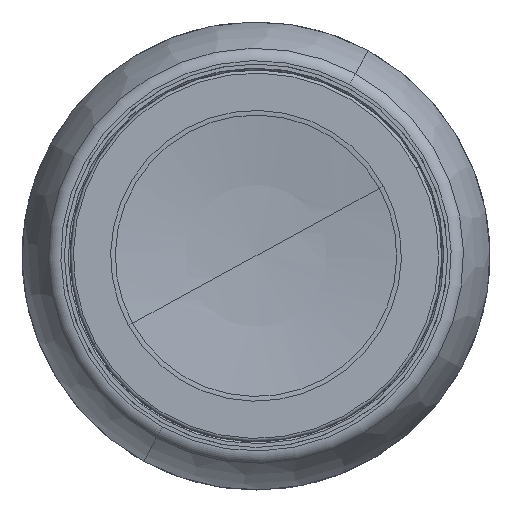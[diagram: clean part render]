
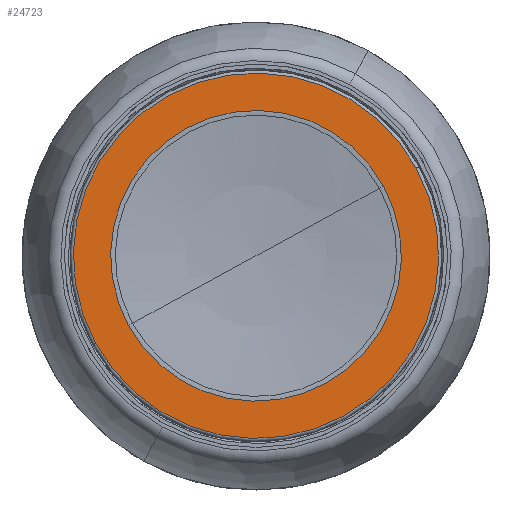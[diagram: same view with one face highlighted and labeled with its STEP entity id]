
A CAD part, top view. The second image highlights one B-rep face of the part: STEP entity #24723.
In plain terms, the highlighted planar face has unit normal (0, 0, 1).
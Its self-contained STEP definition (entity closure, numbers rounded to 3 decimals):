
#23334=AXIS2_PLACEMENT_3D('Circle Axis2P3D',#23332,#23333,$) ;
#23802=AXIS2_PLACEMENT_3D('Circle Axis2P3D',#23800,#23801,$) ;
#24699=AXIS2_PLACEMENT_3D('Plane Axis2P3D',#24696,#24697,#24698) ;
#24707=AXIS2_PLACEMENT_3D('Circle Axis2P3D',#24705,#24706,$) ;
#24716=AXIS2_PLACEMENT_3D('Circle Axis2P3D',#24714,#24715,$) ;
#23322=CARTESIAN_POINT('Vertex',(-10.246,-5.597,2.7)) ;
#23329=CARTESIAN_POINT('Vertex',(10.246,5.597,2.7)) ;
#23332=CARTESIAN_POINT('Axis2P3D Location',(0.,0.,2.7)) ;
#23800=CARTESIAN_POINT('Axis2P3D Location',(0.,0.,2.7)) ;
#24696=CARTESIAN_POINT('Axis2P3D Location',(9.138,0.,2.7)) ;
#24705=CARTESIAN_POINT('Axis2P3D Location',(0.,0.,2.7)) ;
#24709=CARTESIAN_POINT('Vertex',(8.153,4.454,2.7)) ;
#24711=CARTESIAN_POINT('Vertex',(-8.153,-4.454,2.7)) ;
#24714=CARTESIAN_POINT('Axis2P3D Location',(0.,0.,2.7)) ;
#23333=DIRECTION('Axis2P3D Direction',(0.,0.,1.)) ;
#23801=DIRECTION('Axis2P3D Direction',(0.,0.,1.)) ;
#24697=DIRECTION('Axis2P3D Direction',(0.,0.,1.)) ;
#24698=DIRECTION('Axis2P3D XDirection',(1.,0.,0.)) ;
#24706=DIRECTION('Axis2P3D Direction',(0.,0.,1.)) ;
#24715=DIRECTION('Axis2P3D Direction',(0.,0.,1.)) ;
#24702=ORIENTED_EDGE('',*,*,#23336,.T.) ;
#24703=ORIENTED_EDGE('',*,*,#23804,.T.) ;
#24720=ORIENTED_EDGE('',*,*,#24713,.F.) ;
#24721=ORIENTED_EDGE('',*,*,#24718,.F.) ;
#24722=FACE_BOUND('',#24719,.T.) ;
#24723=ADVANCED_FACE('Corps principal ( *SOL1 - wsp *MASTER -  )',(#24704,#24722),#24700,.T.) ;
#23335=CIRCLE('generated circle',#23334,11.675) ;
#23803=CIRCLE('generated circle',#23802,11.675) ;
#24708=CIRCLE('generated circle',#24707,9.29) ;
#24717=CIRCLE('generated circle',#24716,9.29) ;
#23336=EDGE_CURVE('',#23323,#23330,#23335,.T.) ;
#23804=EDGE_CURVE('',#23330,#23323,#23803,.T.) ;
#24713=EDGE_CURVE('',#24710,#24712,#24708,.T.) ;
#24718=EDGE_CURVE('',#24712,#24710,#24717,.T.) ;
#24701=EDGE_LOOP('',(#24702,#24703)) ;
#24719=EDGE_LOOP('',(#24720,#24721)) ;
#24704=FACE_OUTER_BOUND('',#24701,.T.) ;
#24700=PLANE('Plane',#24699) ;
#23323=VERTEX_POINT('',#23322) ;
#23330=VERTEX_POINT('',#23329) ;
#24710=VERTEX_POINT('',#24709) ;
#24712=VERTEX_POINT('',#24711) ;
